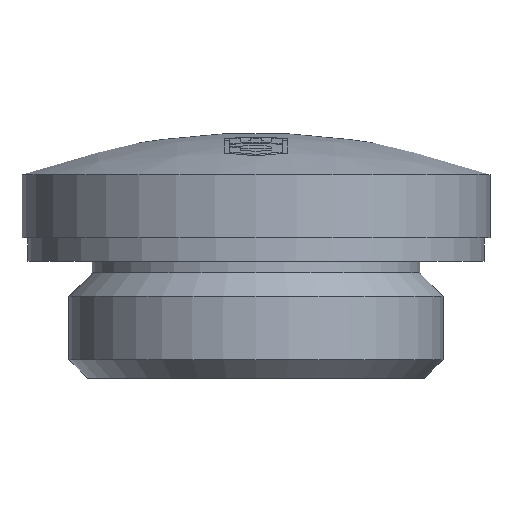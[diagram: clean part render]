
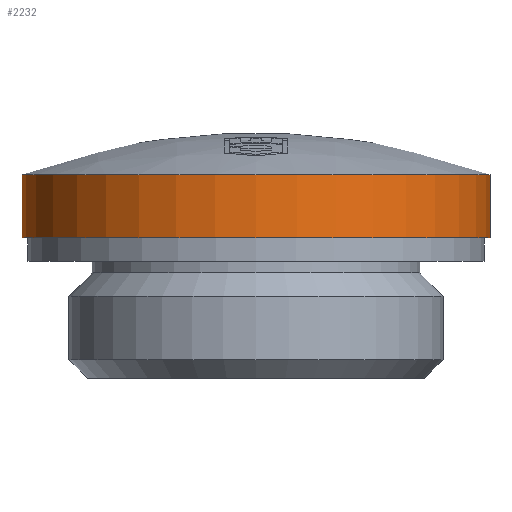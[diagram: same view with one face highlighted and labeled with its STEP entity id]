
A CAD part, front view. The second image highlights one B-rep face of the part: STEP entity #2232.
In plain terms, the highlighted cylindrical face has radius 10 mm (diameter 20 mm), a full revolution.
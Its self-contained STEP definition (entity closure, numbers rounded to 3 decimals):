
#30=CYLINDRICAL_SURFACE('',#2470,10.);
#46=FACE_BOUND('',#540,.T.);
#77=CIRCLE('',#2366,10.);
#157=CIRCLE('',#2471,10.);
#394=FACE_OUTER_BOUND('',#539,.T.);
#539=EDGE_LOOP('',(#1714));
#540=EDGE_LOOP('',(#1715));
#929=VERTEX_POINT('',#3629);
#1037=VERTEX_POINT('',#4618);
#1163=EDGE_CURVE('',#929,#929,#77,.T.);
#1304=EDGE_CURVE('',#1037,#1037,#157,.T.);
#1714=ORIENTED_EDGE('',*,*,#1163,.T.);
#1715=ORIENTED_EDGE('',*,*,#1304,.F.);
#2232=ADVANCED_FACE('',(#394,#46),#30,.T.);
#2366=AXIS2_PLACEMENT_3D('',#3630,#2689,#2690);
#2470=AXIS2_PLACEMENT_3D('',#4617,#2938,#2939);
#2471=AXIS2_PLACEMENT_3D('',#4619,#2940,#2941);
#2689=DIRECTION('center_axis',(0.,0.,-1.));
#2690=DIRECTION('ref_axis',(0.,1.,0.));
#2938=DIRECTION('center_axis',(0.,0.,-1.));
#2939=DIRECTION('ref_axis',(0.,1.,0.));
#2940=DIRECTION('center_axis',(0.,0.,-1.));
#2941=DIRECTION('ref_axis',(0.,1.,0.));
#3629=CARTESIAN_POINT('',(0.,10.,8.7));
#3630=CARTESIAN_POINT('Origin',(0.,0.,8.7));
#4617=CARTESIAN_POINT('Origin',(0.,0.,0.));
#4618=CARTESIAN_POINT('',(0.,10.,6.));
#4619=CARTESIAN_POINT('Origin',(0.,0.,6.));
